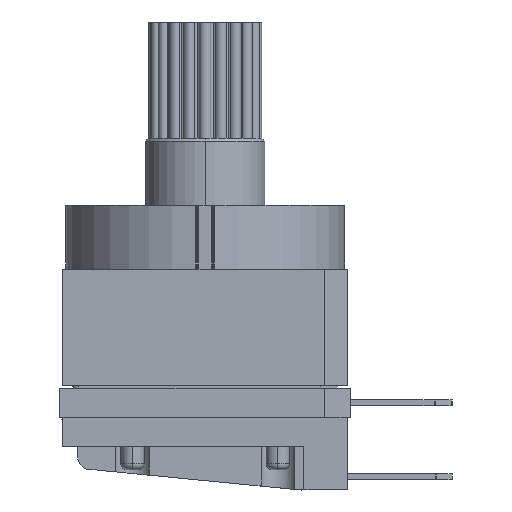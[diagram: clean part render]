
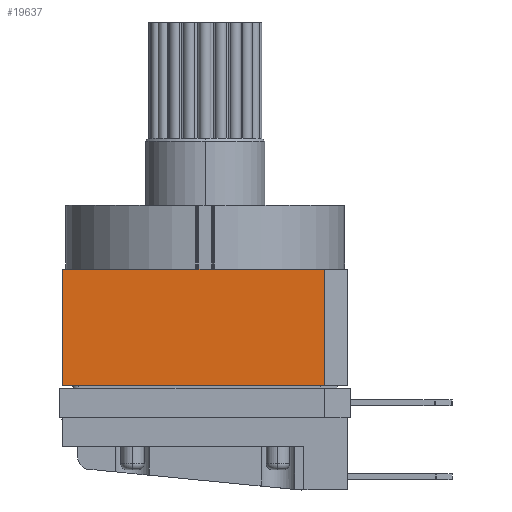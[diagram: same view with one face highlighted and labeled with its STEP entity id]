
A CAD part, left-side view. The second image highlights one B-rep face of the part: STEP entity #19637.
In plain terms, the highlighted face is planar.
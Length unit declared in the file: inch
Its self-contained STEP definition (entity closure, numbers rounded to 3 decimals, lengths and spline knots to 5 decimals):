
#190 = CARTESIAN_POINT ( 'NONE',  ( 0.06844, 0.26724, 0.01761 ) ) ;
#306 = ORIENTED_EDGE ( 'NONE', *, *, #19732, .T. ) ;
#1146 = AXIS2_PLACEMENT_3D ( 'NONE', #1486, #6699, #4795 ) ;
#1486 = CARTESIAN_POINT ( 'NONE',  ( 0.06844, -0.27701, 0.01761 ) ) ;
#2515 = CARTESIAN_POINT ( 'NONE',  ( 0.42277, -0.27701, 0.01761 ) ) ;
#4014 = DIRECTION ( 'NONE',  ( 0., 1., 0. ) ) ;
#4429 = VERTEX_POINT ( 'NONE', #11495 ) ;
#4430 = DIRECTION ( 'NONE',  ( 1., 0., 0. ) ) ;
#4450 = ORIENTED_EDGE ( 'NONE', *, *, #5893, .T. ) ;
#4795 = DIRECTION ( 'NONE',  ( -1., 0., 0. ) ) ;
#5509 = ORIENTED_EDGE ( 'NONE', *, *, #11088, .T. ) ;
#5717 = CARTESIAN_POINT ( 'NONE',  ( 0., 0.42472, 0.01761 ) ) ;
#5738 = VERTEX_POINT ( 'NONE', #16638 ) ;
#5893 = EDGE_CURVE ( 'NONE', #16810, #4429, #7104, .T. ) ;
#6099 = CARTESIAN_POINT ( 'NONE',  ( 0.06844, 0.26724, 0.01761 ) ) ;
#6699 = DIRECTION ( 'NONE',  ( 0., 0., -1. ) ) ;
#6865 = DIRECTION ( 'NONE',  ( -1., 0., 0. ) ) ;
#7104 = LINE ( 'NONE', #15470, #8537 ) ;
#7422 = DIRECTION ( 'NONE',  ( 0., -1., 0. ) ) ;
#8537 = VECTOR ( 'NONE', #4014, 39.37008 ) ;
#9014 = ORIENTED_EDGE ( 'NONE', *, *, #14167, .T. ) ;
#9462 = FACE_OUTER_BOUND ( 'NONE', #20105, .T. ) ;
#10510 = VERTEX_POINT ( 'NONE', #11797 ) ;
#11088 = EDGE_CURVE ( 'NONE', #10510, #16810, #19689, .T. ) ;
#11495 = CARTESIAN_POINT ( 'NONE',  ( 0.06844, 0.42472, 0.01761 ) ) ;
#11797 = CARTESIAN_POINT ( 'NONE',  ( 0.42277, 0.26724, 0.01761 ) ) ;
#12889 = VECTOR ( 'NONE', #4430, 39.37008 ) ;
#14167 = EDGE_CURVE ( 'NONE', #4429, #5738, #17156, .T. ) ;
#15166 = VECTOR ( 'NONE', #6865, 39.37008 ) ;
#15470 = CARTESIAN_POINT ( 'NONE',  ( 0.06844, -0.27701, 0.01761 ) ) ;
#16638 = CARTESIAN_POINT ( 'NONE',  ( 0.42277, 0.42472, 0.01761 ) ) ;
#16810 = VERTEX_POINT ( 'NONE', #6099 ) ;
#17156 = LINE ( 'NONE', #5717, #12889 ) ;
#18231 = LINE ( 'NONE', #2515, #18398 ) ;
#18398 = VECTOR ( 'NONE', #7422, 39.37008 ) ;
#19637 = ADVANCED_FACE ( 'NONE', ( #9462 ), #20810, .T. ) ;
#19689 = LINE ( 'NONE', #190, #15166 ) ;
#19732 = EDGE_CURVE ( 'NONE', #5738, #10510, #18231, .T. ) ;
#20105 = EDGE_LOOP ( 'NONE', ( #5509, #4450, #9014, #306 ) ) ;
#20810 = PLANE ( 'NONE',  #1146 ) ;
